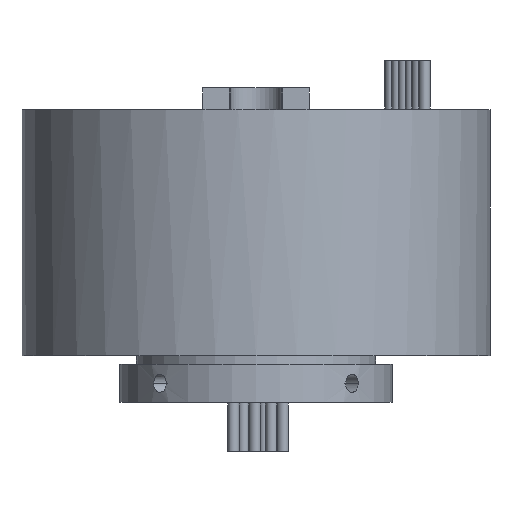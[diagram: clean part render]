
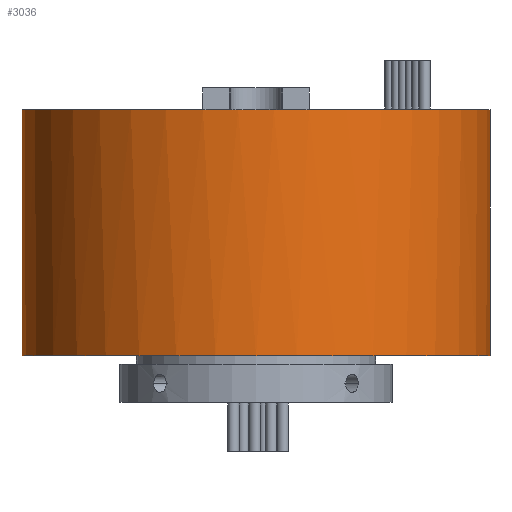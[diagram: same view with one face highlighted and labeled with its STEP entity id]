
A CAD part, front view. The second image highlights one B-rep face of the part: STEP entity #3036.
In plain terms, the highlighted cylindrical face has radius 43 mm (diameter 86 mm), a partial arc.
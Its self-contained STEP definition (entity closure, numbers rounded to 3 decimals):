
#9 = AXIS2_PLACEMENT_3D ( 'NONE', #1519, #4069, #1897 ) ;
#50 = VERTEX_POINT ( 'NONE', #1523 ) ;
#260 = VERTEX_POINT ( 'NONE', #1738 ) ;
#498 = EDGE_CURVE ( 'NONE', #260, #1520, #3000, .T. ) ;
#576 = CARTESIAN_POINT ( 'NONE',  ( 0., 0., 53.8 ) ) ;
#613 = DIRECTION ( 'NONE',  ( 0., 0., -1. ) ) ;
#701 = CARTESIAN_POINT ( 'NONE',  ( 0., 0., 53.8 ) ) ;
#832 = ORIENTED_EDGE ( 'NONE', *, *, #1810, .F. ) ;
#874 = EDGE_CURVE ( 'NONE', #3258, #50, #2051, .T. ) ;
#938 = DIRECTION ( 'NONE',  ( 1., 0., 0. ) ) ;
#995 = AXIS2_PLACEMENT_3D ( 'NONE', #701, #3262, #1074 ) ;
#1074 = DIRECTION ( 'NONE',  ( 1., 0., 0. ) ) ;
#1235 = DIRECTION ( 'NONE',  ( 0., 0., 1. ) ) ;
#1388 = CIRCLE ( 'NONE', #1863, 43. ) ;
#1513 = ORIENTED_EDGE ( 'NONE', *, *, #2443, .F. ) ;
#1519 = CARTESIAN_POINT ( 'NONE',  ( 0., 0., 8.6 ) ) ;
#1520 = VERTEX_POINT ( 'NONE', #3046 ) ;
#1523 = CARTESIAN_POINT ( 'NONE',  ( -43., 0., 8.6 ) ) ;
#1738 = CARTESIAN_POINT ( 'NONE',  ( 9.75, -41.88, 53.8 ) ) ;
#1810 = EDGE_CURVE ( 'NONE', #1520, #4611, #3676, .T. ) ;
#1820 = DIRECTION ( 'NONE',  ( 0., 0., -1. ) ) ;
#1863 = AXIS2_PLACEMENT_3D ( 'NONE', #576, #3130, #938 ) ;
#1897 = DIRECTION ( 'NONE',  ( 1., 0., 0. ) ) ;
#2007 = DIRECTION ( 'NONE',  ( 0., 0., -1. ) ) ;
#2018 = EDGE_LOOP ( 'NONE', ( #832, #2377, #2398, #1513, #3335, #2869 ) ) ;
#2051 = LINE ( 'NONE', #4304, #2154 ) ;
#2154 = VECTOR ( 'NONE', #613, 1000. ) ;
#2178 = DIRECTION ( 'NONE',  ( -1., 0., 0. ) ) ;
#2358 = CYLINDRICAL_SURFACE ( 'NONE', #4616, 43. ) ;
#2377 = ORIENTED_EDGE ( 'NONE', *, *, #498, .F. ) ;
#2398 = ORIENTED_EDGE ( 'NONE', *, *, #2774, .F. ) ;
#2443 = EDGE_CURVE ( 'NONE', #3258, #3770, #1388, .T. ) ;
#2466 = FACE_OUTER_BOUND ( 'NONE', #2018, .T. ) ;
#2628 = EDGE_CURVE ( 'NONE', #50, #4611, #3956, .T. ) ;
#2669 = CARTESIAN_POINT ( 'NONE',  ( -9.75, -41.88, 53.8 ) ) ;
#2774 = EDGE_CURVE ( 'NONE', #3770, #260, #4357, .T. ) ;
#2869 = ORIENTED_EDGE ( 'NONE', *, *, #2628, .T. ) ;
#3000 = CIRCLE ( 'NONE', #995, 43. ) ;
#3036 = ADVANCED_FACE ( 'NONE', ( #2466 ), #2358, .T. ) ;
#3046 = CARTESIAN_POINT ( 'NONE',  ( 43., 0., 53.8 ) ) ;
#3130 = DIRECTION ( 'NONE',  ( 0., 0., 1. ) ) ;
#3258 = VERTEX_POINT ( 'NONE', #3388 ) ;
#3262 = DIRECTION ( 'NONE',  ( 0., 0., 1. ) ) ;
#3335 = ORIENTED_EDGE ( 'NONE', *, *, #874, .T. ) ;
#3388 = CARTESIAN_POINT ( 'NONE',  ( -43., 0., 53.8 ) ) ;
#3434 = CARTESIAN_POINT ( 'NONE',  ( 0., 0., 53.8 ) ) ;
#3676 = LINE ( 'NONE', #4194, #3794 ) ;
#3723 = AXIS2_PLACEMENT_3D ( 'NONE', #3434, #1235, #3802 ) ;
#3770 = VERTEX_POINT ( 'NONE', #2669 ) ;
#3794 = VECTOR ( 'NONE', #2007, 1000. ) ;
#3802 = DIRECTION ( 'NONE',  ( 1., 0., 0. ) ) ;
#3956 = CIRCLE ( 'NONE', #9, 43. ) ;
#4069 = DIRECTION ( 'NONE',  ( 0., 0., 1. ) ) ;
#4122 = CARTESIAN_POINT ( 'NONE',  ( 43., 0., 8.6 ) ) ;
#4194 = CARTESIAN_POINT ( 'NONE',  ( 43., 0., 53.8 ) ) ;
#4304 = CARTESIAN_POINT ( 'NONE',  ( -43., 0., 53.8 ) ) ;
#4357 = CIRCLE ( 'NONE', #3723, 43. ) ;
#4611 = VERTEX_POINT ( 'NONE', #4122 ) ;
#4616 = AXIS2_PLACEMENT_3D ( 'NONE', #4728, #1820, #2178 ) ;
#4728 = CARTESIAN_POINT ( 'NONE',  ( 0., 0., 53.8 ) ) ;
